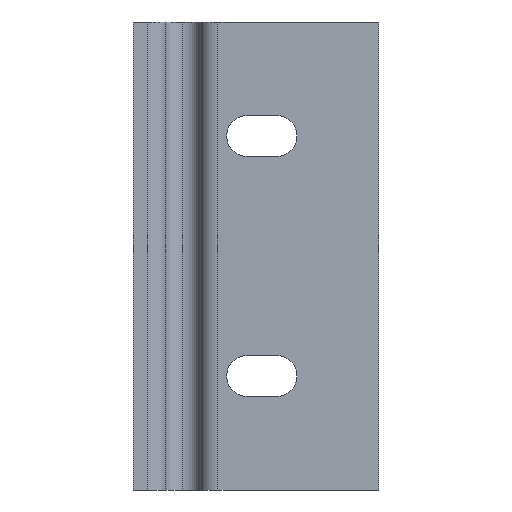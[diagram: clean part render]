
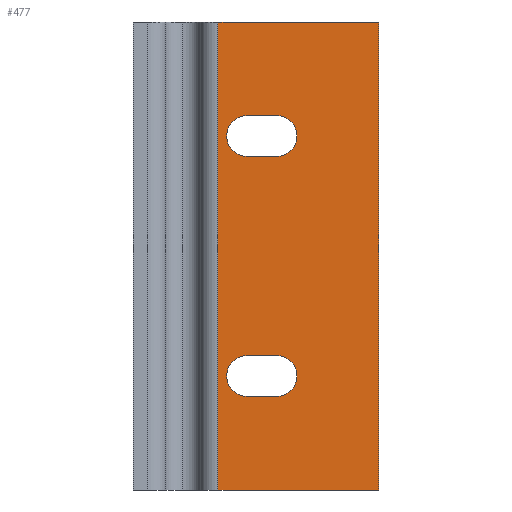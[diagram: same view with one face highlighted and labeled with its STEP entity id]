
A CAD part, left-side view. The second image highlights one B-rep face of the part: STEP entity #477.
In plain terms, the highlighted planar face has unit normal (-1, 0, 0).
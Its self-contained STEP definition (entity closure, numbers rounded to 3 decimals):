
#14=FACE_BOUND('',#63,.T.);
#15=FACE_BOUND('',#64,.T.);
#22=PLANE('',#532);
#38=FACE_OUTER_BOUND('',#62,.T.);
#62=EDGE_LOOP('',(#332,#333,#334,#335));
#63=EDGE_LOOP('',(#336,#337,#338,#339));
#64=EDGE_LOOP('',(#340,#341,#342,#343));
#86=LINE('',#719,#128);
#89=LINE('',#728,#131);
#94=LINE('',#743,#136);
#97=LINE('',#752,#139);
#98=LINE('',#756,#140);
#99=LINE('',#758,#141);
#100=LINE('',#760,#142);
#101=LINE('',#761,#143);
#128=VECTOR('',#578,10.);
#131=VECTOR('',#589,10.);
#136=VECTOR('',#602,10.);
#139=VECTOR('',#613,10.);
#140=VECTOR('',#616,10.);
#141=VECTOR('',#617,10.);
#142=VECTOR('',#618,10.);
#143=VECTOR('',#619,10.);
#167=CIRCLE('',#518,3.5);
#169=CIRCLE('',#522,3.5);
#171=CIRCLE('',#526,3.5);
#173=CIRCLE('',#530,3.5);
#192=VERTEX_POINT('',#709);
#193=VERTEX_POINT('',#711);
#195=VERTEX_POINT('',#717);
#197=VERTEX_POINT('',#723);
#200=VERTEX_POINT('',#733);
#201=VERTEX_POINT('',#735);
#203=VERTEX_POINT('',#741);
#205=VERTEX_POINT('',#747);
#206=VERTEX_POINT('',#754);
#207=VERTEX_POINT('',#755);
#208=VERTEX_POINT('',#757);
#209=VERTEX_POINT('',#759);
#236=EDGE_CURVE('',#193,#192,#167,.T.);
#240=EDGE_CURVE('',#192,#195,#86,.T.);
#243=EDGE_CURVE('',#195,#197,#169,.T.);
#245=EDGE_CURVE('',#197,#193,#89,.T.);
#248=EDGE_CURVE('',#201,#200,#171,.T.);
#252=EDGE_CURVE('',#200,#203,#94,.T.);
#255=EDGE_CURVE('',#203,#205,#173,.T.);
#257=EDGE_CURVE('',#205,#201,#97,.T.);
#258=EDGE_CURVE('',#206,#207,#98,.T.);
#259=EDGE_CURVE('',#206,#208,#99,.T.);
#260=EDGE_CURVE('',#209,#208,#100,.T.);
#261=EDGE_CURVE('',#207,#209,#101,.T.);
#332=ORIENTED_EDGE('',*,*,#258,.F.);
#333=ORIENTED_EDGE('',*,*,#259,.T.);
#334=ORIENTED_EDGE('',*,*,#260,.F.);
#335=ORIENTED_EDGE('',*,*,#261,.F.);
#336=ORIENTED_EDGE('',*,*,#236,.T.);
#337=ORIENTED_EDGE('',*,*,#240,.T.);
#338=ORIENTED_EDGE('',*,*,#243,.T.);
#339=ORIENTED_EDGE('',*,*,#245,.T.);
#340=ORIENTED_EDGE('',*,*,#248,.T.);
#341=ORIENTED_EDGE('',*,*,#252,.T.);
#342=ORIENTED_EDGE('',*,*,#255,.T.);
#343=ORIENTED_EDGE('',*,*,#257,.T.);
#477=ADVANCED_FACE('',(#38,#14,#15),#22,.T.);
#518=AXIS2_PLACEMENT_3D('',#712,#571,#572);
#522=AXIS2_PLACEMENT_3D('',#725,#584,#585);
#526=AXIS2_PLACEMENT_3D('',#736,#595,#596);
#530=AXIS2_PLACEMENT_3D('',#749,#608,#609);
#532=AXIS2_PLACEMENT_3D('',#753,#614,#615);
#571=DIRECTION('center_axis',(1.,0.,0.));
#572=DIRECTION('ref_axis',(0.,0.,-1.));
#578=DIRECTION('',(0.,-1.,0.));
#584=DIRECTION('center_axis',(1.,0.,0.));
#585=DIRECTION('ref_axis',(0.,0.,1.));
#589=DIRECTION('',(0.,1.,0.));
#595=DIRECTION('center_axis',(1.,0.,0.));
#596=DIRECTION('ref_axis',(0.,0.,-1.));
#602=DIRECTION('',(0.,-1.,0.));
#608=DIRECTION('center_axis',(1.,0.,0.));
#609=DIRECTION('ref_axis',(0.,0.,1.));
#613=DIRECTION('',(0.,1.,0.));
#614=DIRECTION('center_axis',(-1.,0.,0.));
#615=DIRECTION('ref_axis',(0.,1.,0.));
#616=DIRECTION('',(0.,-1.,0.));
#617=DIRECTION('',(0.,0.,-1.));
#618=DIRECTION('',(0.,1.,0.));
#619=DIRECTION('',(0.,0.,-1.));
#709=CARTESIAN_POINT('',(0.,22.5,-16.));
#711=CARTESIAN_POINT('',(0.,22.5,-23.));
#712=CARTESIAN_POINT('Origin',(0.,22.5,-19.5));
#717=CARTESIAN_POINT('',(0.,17.5,-16.));
#719=CARTESIAN_POINT('',(0.,8.75,-16.));
#723=CARTESIAN_POINT('',(0.,17.5,-23.));
#725=CARTESIAN_POINT('Origin',(0.,17.5,-19.5));
#728=CARTESIAN_POINT('',(0.,11.25,-23.));
#733=CARTESIAN_POINT('',(0.,22.5,-57.));
#735=CARTESIAN_POINT('',(0.,22.5,-64.));
#736=CARTESIAN_POINT('Origin',(0.,22.5,-60.5));
#741=CARTESIAN_POINT('',(0.,17.5,-57.));
#743=CARTESIAN_POINT('',(0.,8.75,-57.));
#747=CARTESIAN_POINT('',(0.,17.5,-64.));
#749=CARTESIAN_POINT('Origin',(0.,17.5,-60.5));
#752=CARTESIAN_POINT('',(0.,11.25,-64.));
#753=CARTESIAN_POINT('Origin',(0.,0.,0.));
#754=CARTESIAN_POINT('',(0.,27.5,0.));
#755=CARTESIAN_POINT('',(0.,0.,0.));
#756=CARTESIAN_POINT('',(0.,27.5,0.));
#757=CARTESIAN_POINT('',(0.,27.5,-80.));
#758=CARTESIAN_POINT('',(0.,27.5,0.));
#759=CARTESIAN_POINT('',(0.,0.,-80.));
#760=CARTESIAN_POINT('',(0.,27.5,-80.));
#761=CARTESIAN_POINT('',(0.,0.,0.));
